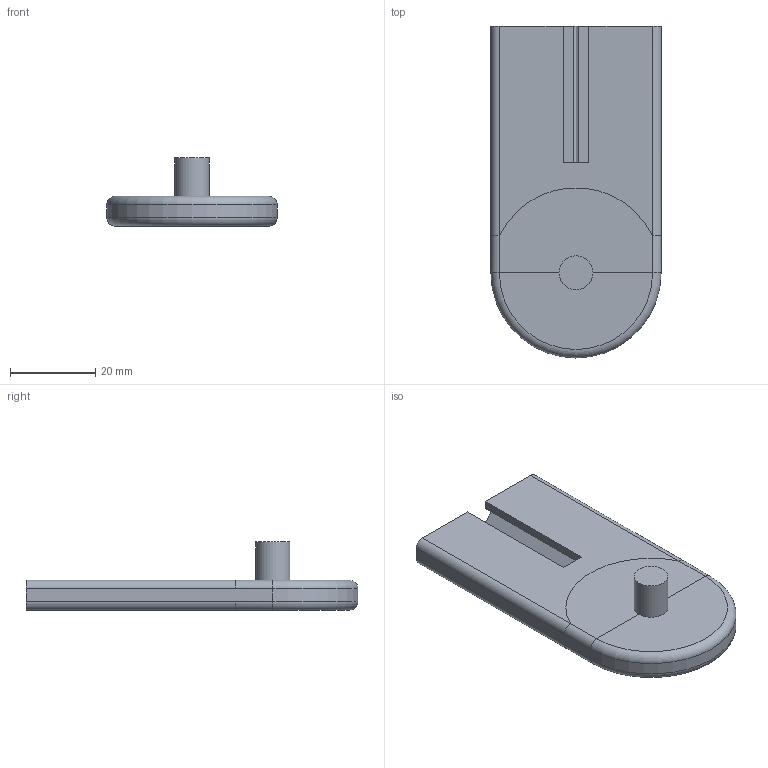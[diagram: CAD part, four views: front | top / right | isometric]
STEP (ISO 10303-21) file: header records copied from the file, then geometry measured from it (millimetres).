
FILE_DESCRIPTION(('FreeCAD Model'),'2;1');
FILE_NAME('Open CASCADE Shape Model','2022-06-22T17:20:23',('Author'),( ''),'Open CASCADE STEP processor 7.5','FreeCAD','Unknown');
FILE_SCHEMA(('AUTOMOTIVE_DESIGN { 1 0 10303 214 1 1 1 1 }'));
Length unit declared in the file: millimetre
Products named in the file (1): Axis for Bearing
Bounding box: 40 x 78 x 16 mm (x, y, z)
Volume: 19160.7 mm3; surface area: 8000.8 mm2
Topology: 1 solids, 1 shells, 37 faces, 90 edges, 55 vertices
Faces by surface type: plane 25, cylinder 6, bspline 4, torus 2
Full cylindrical faces by diameter (mm): 8 x1
Entity records: 2287 total; most frequent: CARTESIAN_POINT 505, DIRECTION 313, LINE 192, VECTOR 192, ORIENTED_EDGE 180, PCURVE 180, DEFINITIONAL_REPRESENTATION 180, EDGE_CURVE 90
